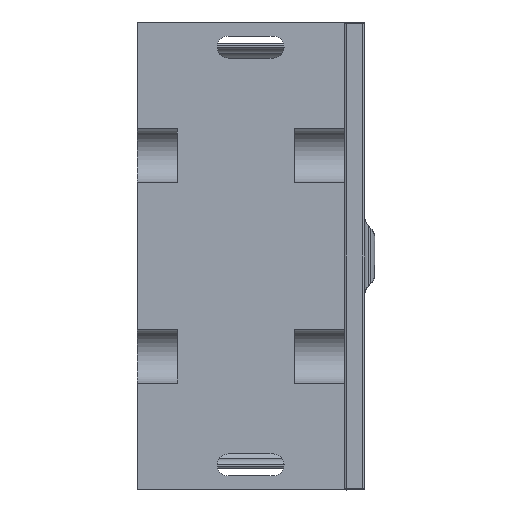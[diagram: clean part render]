
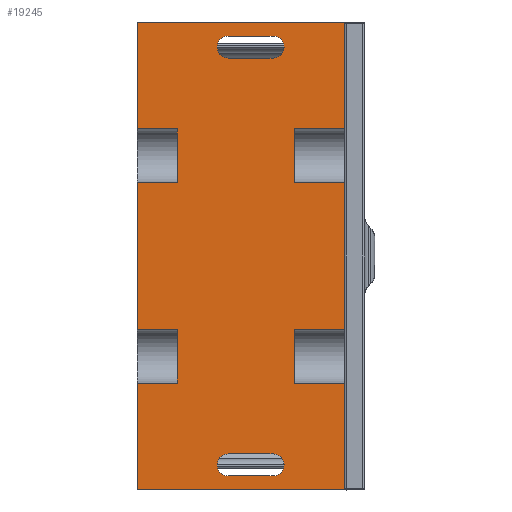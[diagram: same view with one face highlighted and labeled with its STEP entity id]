
A CAD part, front view. The second image highlights one B-rep face of the part: STEP entity #19245.
In plain terms, the highlighted planar face has unit normal (0, -1, 0).
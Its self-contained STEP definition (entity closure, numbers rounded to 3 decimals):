
#287=DIRECTION('',(-1.,0.,0.));
#288=VECTOR('',#287,62.);
#289=CARTESIAN_POINT('',(62.,0.,70.));
#290=LINE('',#289,#288);
#341=DIRECTION('',(1.,0.,0.));
#342=VECTOR('',#341,13.4);
#343=CARTESIAN_POINT('',(27.2,0.,65.8));
#344=LINE('',#343,#342);
#357=DIRECTION('',(-1.,0.,0.));
#358=VECTOR('',#357,13.4);
#359=CARTESIAN_POINT('',(40.6,0.,59.2));
#360=LINE('',#359,#358);
#361=DIRECTION('',(0.,0.,1.));
#362=VECTOR('',#361,32.);
#363=CARTESIAN_POINT('',(0.,0.,38.));
#364=LINE('',#363,#362);
#365=DIRECTION('',(0.,0.,1.));
#366=VECTOR('',#365,32.);
#367=CARTESIAN_POINT('',(0.,0.,-70.));
#368=LINE('',#367,#366);
#369=DIRECTION('',(0.,0.,1.));
#370=VECTOR('',#369,44.);
#371=CARTESIAN_POINT('',(0.,0.,-22.));
#372=LINE('',#371,#370);
#373=CARTESIAN_POINT('',(27.2,0.,62.5));
#374=DIRECTION('',(0.,-1.,0.));
#375=DIRECTION('',(0.,0.,1.));
#376=AXIS2_PLACEMENT_3D('',#373,#374,#375);
#378=CARTESIAN_POINT('',(40.6,0.,62.5));
#379=DIRECTION('',(0.,-1.,0.));
#380=DIRECTION('',(0.,0.,-1.));
#381=AXIS2_PLACEMENT_3D('',#378,#379,#380);
#383=CARTESIAN_POINT('',(27.2,0.,-62.5));
#384=DIRECTION('',(0.,-1.,0.));
#385=DIRECTION('',(0.,0.,1.));
#386=AXIS2_PLACEMENT_3D('',#383,#384,#385);
#388=DIRECTION('',(1.,0.,0.));
#389=VECTOR('',#388,13.4);
#390=CARTESIAN_POINT('',(27.2,0.,-65.8));
#391=LINE('',#390,#389);
#392=CARTESIAN_POINT('',(40.6,0.,-62.5));
#393=DIRECTION('',(0.,-1.,0.));
#394=DIRECTION('',(0.,0.,-1.));
#395=AXIS2_PLACEMENT_3D('',#392,#393,#394);
#397=DIRECTION('',(-1.,0.,0.));
#398=VECTOR('',#397,13.4);
#399=CARTESIAN_POINT('',(40.6,0.,-59.2));
#400=LINE('',#399,#398);
#413=DIRECTION('',(0.,0.,1.));
#414=VECTOR('',#413,32.);
#415=CARTESIAN_POINT('',(62.,0.,-70.));
#416=LINE('',#415,#414);
#421=DIRECTION('',(0.,0.,1.));
#422=VECTOR('',#421,44.);
#423=CARTESIAN_POINT('',(62.,0.,-22.));
#424=LINE('',#423,#422);
#429=DIRECTION('',(0.,0.,1.));
#430=VECTOR('',#429,32.);
#431=CARTESIAN_POINT('',(62.,0.,38.));
#432=LINE('',#431,#430);
#5004=DIRECTION('',(1.,0.,0.));
#5005=VECTOR('',#5004,62.);
#5006=CARTESIAN_POINT('',(0.,0.,-70.));
#5007=LINE('',#5006,#5005);
#14140=DIRECTION('',(-1.,0.,0.));
#14141=VECTOR('',#14140,15.);
#14142=CARTESIAN_POINT('',(62.,0.,-38.));
#14143=LINE('',#14142,#14141);
#14144=DIRECTION('',(0.,0.,1.));
#14145=VECTOR('',#14144,16.);
#14146=CARTESIAN_POINT('',(47.,0.,-38.));
#14147=LINE('',#14146,#14145);
#14175=DIRECTION('',(1.,0.,0.));
#14176=VECTOR('',#14175,15.);
#14177=CARTESIAN_POINT('',(47.,0.,-22.));
#14178=LINE('',#14177,#14176);
#14209=DIRECTION('',(0.,0.,-1.));
#14210=VECTOR('',#14209,16.);
#14211=CARTESIAN_POINT('',(12.,0.,-22.));
#14212=LINE('',#14211,#14210);
#14236=DIRECTION('',(-1.,0.,0.));
#14237=VECTOR('',#14236,12.);
#14238=CARTESIAN_POINT('',(12.,0.,-38.));
#14239=LINE('',#14238,#14237);
#14248=DIRECTION('',(1.,0.,0.));
#14249=VECTOR('',#14248,12.);
#14250=CARTESIAN_POINT('',(0.,0.,-22.));
#14251=LINE('',#14250,#14249);
#14281=DIRECTION('',(1.,0.,0.));
#14282=VECTOR('',#14281,15.);
#14283=CARTESIAN_POINT('',(47.,0.,38.));
#14284=LINE('',#14283,#14282);
#14306=DIRECTION('',(-1.,0.,0.));
#14307=VECTOR('',#14306,15.);
#14308=CARTESIAN_POINT('',(62.,0.,22.));
#14309=LINE('',#14308,#14307);
#14318=DIRECTION('',(0.,0.,1.));
#14319=VECTOR('',#14318,16.);
#14320=CARTESIAN_POINT('',(47.,0.,22.));
#14321=LINE('',#14320,#14319);
#14342=DIRECTION('',(0.,0.,-1.));
#14343=VECTOR('',#14342,16.);
#14344=CARTESIAN_POINT('',(12.,0.,38.));
#14345=LINE('',#14344,#14343);
#14369=DIRECTION('',(-1.,0.,0.));
#14370=VECTOR('',#14369,12.);
#14371=CARTESIAN_POINT('',(12.,0.,22.));
#14372=LINE('',#14371,#14370);
#14381=DIRECTION('',(1.,0.,0.));
#14382=VECTOR('',#14381,12.);
#14383=CARTESIAN_POINT('',(0.,0.,38.));
#14384=LINE('',#14383,#14382);
#14461=CARTESIAN_POINT('',(0.,0.,70.));
#14462=VERTEX_POINT('',#14461);
#14463=CARTESIAN_POINT('',(0.,0.,38.));
#14464=VERTEX_POINT('',#14463);
#14469=CARTESIAN_POINT('',(0.,0.,22.));
#14470=VERTEX_POINT('',#14469);
#14471=CARTESIAN_POINT('',(0.,0.,-22.));
#14472=VERTEX_POINT('',#14471);
#14477=CARTESIAN_POINT('',(0.,0.,-38.));
#14478=VERTEX_POINT('',#14477);
#14479=CARTESIAN_POINT('',(0.,0.,-70.));
#14480=VERTEX_POINT('',#14479);
#14639=CARTESIAN_POINT('',(40.6,0.,-65.8));
#14640=VERTEX_POINT('',#14639);
#14641=CARTESIAN_POINT('',(40.6,0.,-59.2));
#14642=VERTEX_POINT('',#14641);
#14643=CARTESIAN_POINT('',(27.2,0.,-65.8));
#14644=VERTEX_POINT('',#14643);
#14645=CARTESIAN_POINT('',(27.2,0.,-59.2));
#14646=VERTEX_POINT('',#14645);
#14647=CARTESIAN_POINT('',(62.,0.,70.));
#14648=VERTEX_POINT('',#14647);
#14649=CARTESIAN_POINT('',(62.,0.,38.));
#14650=VERTEX_POINT('',#14649);
#14651=CARTESIAN_POINT('',(47.,0.,38.));
#14652=VERTEX_POINT('',#14651);
#14653=CARTESIAN_POINT('',(47.,0.,22.));
#14654=VERTEX_POINT('',#14653);
#14655=CARTESIAN_POINT('',(62.,0.,22.));
#14656=VERTEX_POINT('',#14655);
#14657=CARTESIAN_POINT('',(62.,0.,-22.));
#14658=VERTEX_POINT('',#14657);
#14659=CARTESIAN_POINT('',(47.,0.,-22.));
#14660=VERTEX_POINT('',#14659);
#14661=CARTESIAN_POINT('',(47.,0.,-38.));
#14662=VERTEX_POINT('',#14661);
#14663=CARTESIAN_POINT('',(62.,0.,-38.));
#14664=VERTEX_POINT('',#14663);
#14665=CARTESIAN_POINT('',(62.,0.,-70.));
#14666=VERTEX_POINT('',#14665);
#14667=CARTESIAN_POINT('',(12.,0.,-38.));
#14668=VERTEX_POINT('',#14667);
#14669=CARTESIAN_POINT('',(12.,0.,-22.));
#14670=VERTEX_POINT('',#14669);
#14671=CARTESIAN_POINT('',(12.,0.,22.));
#14672=VERTEX_POINT('',#14671);
#14673=CARTESIAN_POINT('',(12.,0.,38.));
#14674=VERTEX_POINT('',#14673);
#14675=CARTESIAN_POINT('',(27.2,0.,65.8));
#14676=CARTESIAN_POINT('',(40.6,0.,65.8));
#14677=VERTEX_POINT('',#14675);
#14678=VERTEX_POINT('',#14676);
#14679=CARTESIAN_POINT('',(27.2,0.,59.2));
#14680=VERTEX_POINT('',#14679);
#14681=CARTESIAN_POINT('',(40.6,0.,59.2));
#14682=VERTEX_POINT('',#14681);
#19186=CARTESIAN_POINT('',(31.,0.,0.));
#19187=DIRECTION('',(0.,1.,0.));
#19188=DIRECTION('',(0.,0.,-1.));
#19189=AXIS2_PLACEMENT_3D('',#19186,#19187,#19188);
#19190=PLANE('',#19189);
#19191=ORIENTED_EDGE('',*,*,#18633,.T.);
#19192=ORIENTED_EDGE('',*,*,#19044,.F.);
#19194=ORIENTED_EDGE('',*,*,#19193,.F.);
#19196=ORIENTED_EDGE('',*,*,#19195,.F.);
#19198=ORIENTED_EDGE('',*,*,#19197,.F.);
#19200=ORIENTED_EDGE('',*,*,#19199,.F.);
#19202=ORIENTED_EDGE('',*,*,#19201,.F.);
#19204=ORIENTED_EDGE('',*,*,#19203,.F.);
#19206=ORIENTED_EDGE('',*,*,#19205,.F.);
#19208=ORIENTED_EDGE('',*,*,#19207,.F.);
#19210=ORIENTED_EDGE('',*,*,#19209,.F.);
#19212=ORIENTED_EDGE('',*,*,#19211,.F.);
#19213=ORIENTED_EDGE('',*,*,#18649,.T.);
#19215=ORIENTED_EDGE('',*,*,#19214,.F.);
#19217=ORIENTED_EDGE('',*,*,#19216,.F.);
#19219=ORIENTED_EDGE('',*,*,#19218,.F.);
#19220=ORIENTED_EDGE('',*,*,#18641,.T.);
#19222=ORIENTED_EDGE('',*,*,#19221,.F.);
#19224=ORIENTED_EDGE('',*,*,#19223,.F.);
#19226=ORIENTED_EDGE('',*,*,#19225,.F.);
#19227=EDGE_LOOP('',(#19191,#19192,#19194,#19196,#19198,#19200,#19202,#19204,
#19206,#19208,#19210,#19212,#19213,#19215,#19217,#19219,#19220,#19222,#19224,
#19226));
#19228=FACE_OUTER_BOUND('',#19227,.F.);
#19229=ORIENTED_EDGE('',*,*,#19133,.F.);
#19230=ORIENTED_EDGE('',*,*,#19112,.T.);
#19231=ORIENTED_EDGE('',*,*,#19174,.F.);
#19232=ORIENTED_EDGE('',*,*,#19154,.T.);
#19233=EDGE_LOOP('',(#19229,#19230,#19231,#19232));
#19234=FACE_BOUND('',#19233,.F.);
#19236=ORIENTED_EDGE('',*,*,#19235,.T.);
#19238=ORIENTED_EDGE('',*,*,#19237,.T.);
#19240=ORIENTED_EDGE('',*,*,#19239,.T.);
#19242=ORIENTED_EDGE('',*,*,#19241,.T.);
#19243=EDGE_LOOP('',(#19236,#19238,#19240,#19242));
#19244=FACE_BOUND('',#19243,.F.);
#377=CIRCLE('',#376,3.3);
#382=CIRCLE('',#381,3.3);
#387=CIRCLE('',#386,3.3);
#396=CIRCLE('',#395,3.3);
#18633=EDGE_CURVE('',#14464,#14462,#364,.T.);
#18641=EDGE_CURVE('',#14472,#14470,#372,.T.);
#18649=EDGE_CURVE('',#14480,#14478,#368,.T.);
#19044=EDGE_CURVE('',#14648,#14462,#290,.T.);
#19112=EDGE_CURVE('',#14677,#14680,#377,.T.);
#19133=EDGE_CURVE('',#14677,#14678,#344,.T.);
#19154=EDGE_CURVE('',#14682,#14678,#382,.T.);
#19174=EDGE_CURVE('',#14682,#14680,#360,.T.);
#19193=EDGE_CURVE('',#14650,#14648,#432,.T.);
#19195=EDGE_CURVE('',#14652,#14650,#14284,.T.);
#19197=EDGE_CURVE('',#14654,#14652,#14321,.T.);
#19199=EDGE_CURVE('',#14656,#14654,#14309,.T.);
#19201=EDGE_CURVE('',#14658,#14656,#424,.T.);
#19203=EDGE_CURVE('',#14660,#14658,#14178,.T.);
#19205=EDGE_CURVE('',#14662,#14660,#14147,.T.);
#19207=EDGE_CURVE('',#14664,#14662,#14143,.T.);
#19209=EDGE_CURVE('',#14666,#14664,#416,.T.);
#19211=EDGE_CURVE('',#14480,#14666,#5007,.T.);
#19214=EDGE_CURVE('',#14668,#14478,#14239,.T.);
#19216=EDGE_CURVE('',#14670,#14668,#14212,.T.);
#19218=EDGE_CURVE('',#14472,#14670,#14251,.T.);
#19221=EDGE_CURVE('',#14672,#14470,#14372,.T.);
#19223=EDGE_CURVE('',#14674,#14672,#14345,.T.);
#19225=EDGE_CURVE('',#14464,#14674,#14384,.T.);
#19235=EDGE_CURVE('',#14646,#14644,#387,.T.);
#19237=EDGE_CURVE('',#14644,#14640,#391,.T.);
#19239=EDGE_CURVE('',#14640,#14642,#396,.T.);
#19241=EDGE_CURVE('',#14642,#14646,#400,.T.);
#19245=ADVANCED_FACE('',(#19228,#19234,#19244),#19190,.F.);
